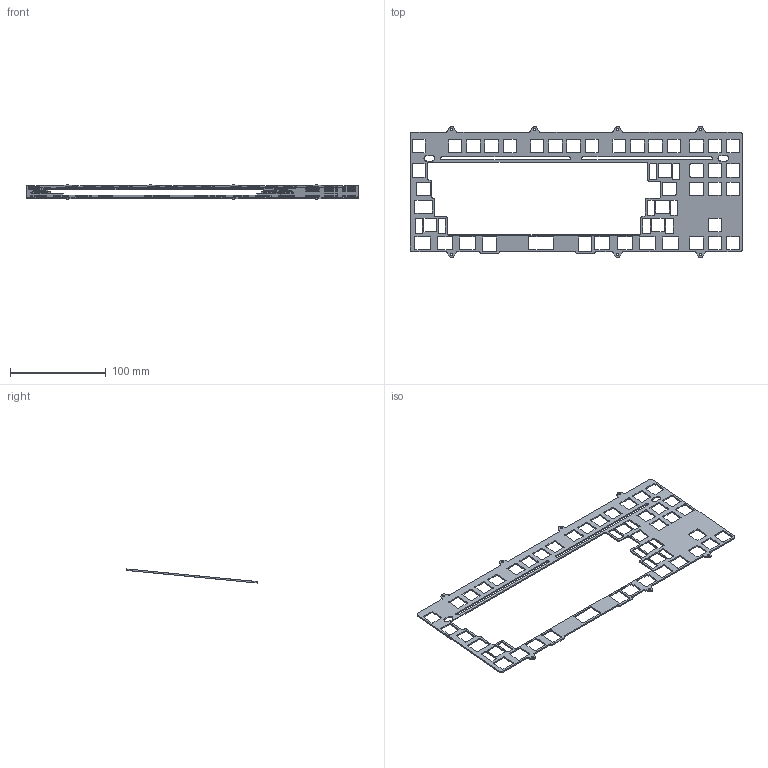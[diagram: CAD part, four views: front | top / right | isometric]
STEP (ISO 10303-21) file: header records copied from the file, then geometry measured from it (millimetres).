
FILE_DESCRIPTION(/* description */ (''),/* implementation_level */ '2;1');
FILE_NAME(/* name */ 'Mode_80_Plate_9_ANSIHALF.step',/* time_stamp */ '2021-08-31T20:12:16-04:00',/* author */ (''),/* organization */ (''),/* preprocessor_version */ 'ST-DEVELOPER v18.1',/* originating_system */ 'Autodesk Translation Framework v10.10.0.1391',/* authorisation */ '');
FILE_SCHEMA (('AUTOMOTIVE_DESIGN { 1 0 10303 214 3 1 1 }'));
Length unit declared in the file: millimetre
Products named in the file (3): EightyV2; InternalAssembly; Mode_80_Plate_9_ANSIHALF
Assembly tree (2 placements, depth 3):
  EightyV2
    InternalAssembly
      Mode_80_Plate_9_ANSIHALF
Bounding box: 347.14 x 136.99 x 14.67 mm (x, y, z)
Volume: 23906.8 mm3; surface area: 39596.2 mm2
Topology: 1 solids, 1 shells, 539 faces, 1609 edges, 1073 vertices
Faces by surface type: cylinder 272, plane 267
Full cylindrical faces by diameter (mm): 2.2 x7
Entity records: 18619 total; most frequent: DIRECTION 3242, CARTESIAN_POINT 3226, ORIENTED_EDGE 3218, EDGE_CURVE 1609, AXIS2_PLACEMENT_3D 1089, VERTEX_POINT 1073, LINE 1064, VECTOR 1064
